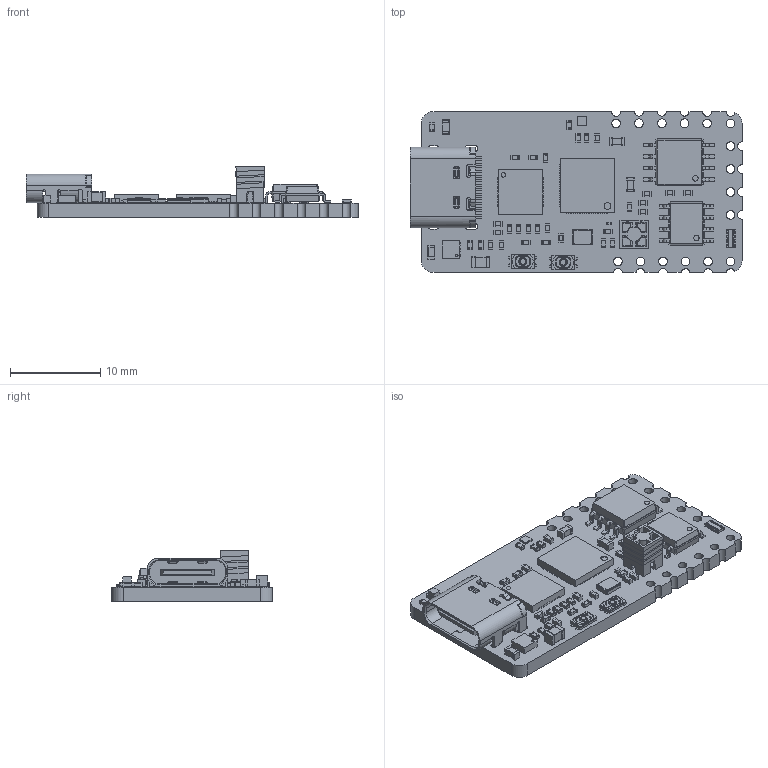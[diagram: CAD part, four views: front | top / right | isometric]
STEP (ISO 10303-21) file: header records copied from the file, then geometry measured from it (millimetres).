
FILE_DESCRIPTION(('KiCad electronic assembly'),'2;1');
FILE_NAME('icebreaker-bitsy.step','2024-11-04T23:44:09',('Pcbnew'),( 'Kicad'),'Open CASCADE STEP processor 7.7','KiCad to STEP converter' ,'Unknown');
FILE_SCHEMA(('AUTOMOTIVE_DESIGN { 1 0 10303 214 1 1 1 1 }'));
Length unit declared in the file: millimetre
Products named in the file (41): icebreaker-bitsy 1; EVP-BB2A9B000; root; LED_0603_1608Metric; C_0402_1005Metric; HRO_TYPE-C-31-M-12; ConPins; PcbPins; Mold; Frame; C_0603_1608Metric; R_0402_1005Metric; XZxxxxxx150W; (Unsaved); QFN-28-1EP_5x5mm_P0.5mm_EP3.35x3.35mm; QFN-28-1EP_5x5mm_Pitch0.5mm; WSON-6-1EP_2x2mm_P0.65mm_EP1x1.6mm; WSON_6_1EP_2x2mm_P065mm_EP1x16mm; SOIC-8_5.275x5.275mm_P1.27mm; SOIC_8_5275x5275mm_P127mm; R_Array_Convex_4x0402; L_0402_1005Metric; Crystal_SMD_EuroQuartz_MT-4Pin_3.2x2.5mm; 479480001; L_0805_2012Metric; ESP32-D0WDQ6; ASSEMBLY; SOIC-8_3.9x4.9mm_P1.27mm; SOIC_8_39x49mm_P127mm; C_0201_0603Metric; V1_PCB
Assembly tree (71 placements, depth 3):
  icebreaker-bitsy 1
    EVP-BB2A9B000  x2
      root
    LED_0603_1608Metric
      LED_0603_1608Metric
    C_0402_1005Metric  x15
      C_0402_1005Metric
    HRO_TYPE-C-31-M-12
      ConPins
      PcbPins
      Mold
      Frame
    C_0603_1608Metric  x3
      C_0603_1608Metric
    R_0402_1005Metric  x15
      R_0402_1005Metric
    XZxxxxxx150W
      (Unsaved)
    QFN-28-1EP_5x5mm_P0.5mm_EP3.35x3.35mm
      QFN-28-1EP_5x5mm_Pitch0.5mm
    WSON-6-1EP_2x2mm_P0.65mm_EP1x1.6mm
      WSON_6_1EP_2x2mm_P065mm_EP1x16mm
    SOIC-8_5.275x5.275mm_P1.27mm
      SOIC_8_5275x5275mm_P127mm
    R_Array_Convex_4x0402
      R_Array_Convex_4x0402
    L_0402_1005Metric
      L_0402_1005Metric
    Crystal_SMD_EuroQuartz_MT-4Pin_3.2x2.5mm
      Crystal_SMD_EuroQuartz_MT-4Pin_3.2x2.5mm
    479480001
      479480001
    L_0805_2012Metric
      L_0805_2012Metric
    ESP32-D0WDQ6
      ASSEMBLY
    SOIC-8_3.9x4.9mm_P1.27mm
      SOIC_8_39x49mm_P127mm
    C_0201_0603Metric
      C_0201_0603Metric
    V1_PCB
Bounding box: 36.81 x 17.8 x 5.65 mm (x, y, z)
Volume: 1255.5 mm3; surface area: 2803.5 mm2
Topology: 125 solids, 125 shells, 3075 faces, 7906 edges, 5100 vertices
Faces by surface type: plane 2044, cylinder 853, bspline 94, torus 42, sphere 32, cone 10
Full cylindrical faces by diameter (mm): 0.2 x2, 0.25 x1, 0.5 x3, 0.6 x2, 0.65 x2, 0.75 x1, 0.965 x16
Entity records: 73585 total; most frequent: CARTESIAN_POINT 12036, ORIENTED_EDGE 11152, DIRECTION 10925, EDGE_CURVE 5576, LINE 4235, VECTOR 4235, VERTEX_POINT 3588, AXIS2_PLACEMENT_3D 3345
